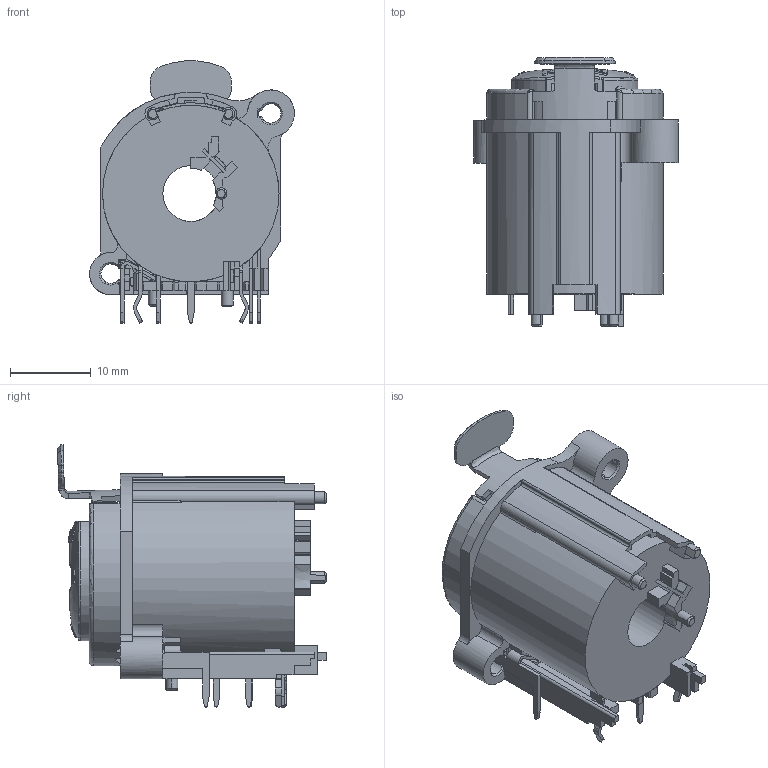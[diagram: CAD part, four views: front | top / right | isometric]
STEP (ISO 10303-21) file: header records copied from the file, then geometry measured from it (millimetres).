
FILE_DESCRIPTION((''),'2;1');
FILE_NAME('RCJ6FAH','2020-06-29T',('zyj'),(''),'PRO/ENGINEER BY PARAMETRIC TECHNOLOGY CORPORATION, 2013040','PRO/ENGINEER BY PARAMETRIC TECHNOLOGY CORPORATION, 2013040','');
FILE_SCHEMA(('CONFIG_CONTROL_DESIGN','SHAPE_APPEARANCE_LAYERS_GROUPS'));
Length unit declared in the file: millimetre
Products named in the file (1): RCJ6FAH
Bounding box: 25.3 x 33.21 x 32.38 mm (x, y, z)
Volume: 16620.9 mm3; surface area: 14565.3 mm2
Topology: 1 solids, 1 shells, 2087 faces, 6386 edges, 4263 vertices
Faces by surface type: plane 1448, cylinder 310, extrusion 116, bspline 108, cone 65, torus 28, sphere 12
Entity records: 79488 total; most frequent: CARTESIAN_POINT 23648, ORIENTED_EDGE 12744, DIRECTION 10170, EDGE_CURVE 6372, VECTOR 4264, VERTEX_POINT 4263, LINE 4148, AXIS2_PLACEMENT_3D 2953
